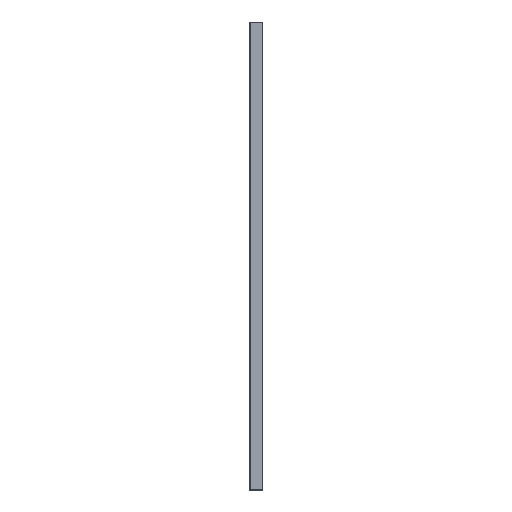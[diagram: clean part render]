
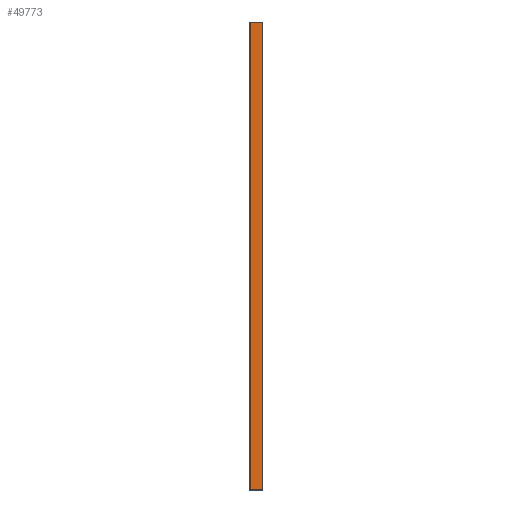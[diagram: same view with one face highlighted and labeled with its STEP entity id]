
A CAD part, front view. The second image highlights one B-rep face of the part: STEP entity #49773.
In plain terms, the highlighted planar face has unit normal (0, -1, 0).
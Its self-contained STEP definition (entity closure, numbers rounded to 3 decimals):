
#38318 = PLANE('',#38319);
#38319 = AXIS2_PLACEMENT_3D('',#38320,#38321,#38322);
#38320 = CARTESIAN_POINT('',(4.,-8.95,0.05));
#38321 = DIRECTION('',(0.,0.707,0.707));
#38322 = DIRECTION('',(1.,0.,0.));
#38626 = PLANE('',#38627);
#38627 = AXIS2_PLACEMENT_3D('',#38628,#38629,#38630);
#38628 = CARTESIAN_POINT('',(4.,-8.95,299.95));
#38629 = DIRECTION('',(0.,-0.707,
    0.707));
#38630 = DIRECTION('',(1.,0.,0.));
#38913 = PLANE('',#38914);
#38914 = AXIS2_PLACEMENT_3D('',#38915,#38916,#38917);
#38915 = CARTESIAN_POINT('',(-3.9,-8.9,0.));
#38916 = DIRECTION('',(-0.707,-0.707,
    0.));
#38917 = DIRECTION('',(0.,0.,1.));
#42815 = VERTEX_POINT('',#42816);
#42816 = CARTESIAN_POINT('',(3.9,-9.,0.1));
#42837 = EDGE_CURVE('',#42815,#42838,#42840,.T.);
#42838 = VERTEX_POINT('',#42839);
#42839 = CARTESIAN_POINT('',(-3.8,-9.,0.1));
#42840 = SURFACE_CURVE('',#42841,(#42845,#42852),.PCURVE_S1.);
#42841 = LINE('',#42842,#42843);
#42842 = CARTESIAN_POINT('',(4.,-9.,0.1));
#42843 = VECTOR('',#42844,1.);
#42844 = DIRECTION('',(-1.,0.,0.));
#42845 = PCURVE('',#38318,#42846);
#42846 = DEFINITIONAL_REPRESENTATION('',(#42847),#42851);
#42847 = LINE('',#42848,#42849);
#42848 = CARTESIAN_POINT('',(0.,-0.071));
#42849 = VECTOR('',#42850,1.);
#42850 = DIRECTION('',(-1.,0.));
#42851 = ( GEOMETRIC_REPRESENTATION_CONTEXT(2) 
PARAMETRIC_REPRESENTATION_CONTEXT() REPRESENTATION_CONTEXT('2D SPACE',''
  ) );
#42852 = PCURVE('',#42853,#42858);
#42853 = PLANE('',#42854);
#42854 = AXIS2_PLACEMENT_3D('',#42855,#42856,#42857);
#42855 = CARTESIAN_POINT('',(4.,-9.,0.));
#42856 = DIRECTION('',(0.,-1.,0.));
#42857 = DIRECTION('',(-1.,0.,0.));
#42858 = DEFINITIONAL_REPRESENTATION('',(#42859),#42863);
#42859 = LINE('',#42860,#42861);
#42860 = CARTESIAN_POINT('',(0.,-0.1));
#42861 = VECTOR('',#42862,1.);
#42862 = DIRECTION('',(1.,0.));
#42863 = ( GEOMETRIC_REPRESENTATION_CONTEXT(2) 
PARAMETRIC_REPRESENTATION_CONTEXT() REPRESENTATION_CONTEXT('2D SPACE',''
  ) );
#43130 = VERTEX_POINT('',#43131);
#43131 = CARTESIAN_POINT('',(3.9,-9.,299.9));
#43152 = EDGE_CURVE('',#43130,#43153,#43155,.T.);
#43153 = VERTEX_POINT('',#43154);
#43154 = CARTESIAN_POINT('',(-3.8,-9.,299.9));
#43155 = SURFACE_CURVE('',#43156,(#43160,#43167),.PCURVE_S1.);
#43156 = LINE('',#43157,#43158);
#43157 = CARTESIAN_POINT('',(4.,-9.,299.9));
#43158 = VECTOR('',#43159,1.);
#43159 = DIRECTION('',(-1.,0.,0.));
#43160 = PCURVE('',#38626,#43161);
#43161 = DEFINITIONAL_REPRESENTATION('',(#43162),#43166);
#43162 = LINE('',#43163,#43164);
#43163 = CARTESIAN_POINT('',(0.,-0.071));
#43164 = VECTOR('',#43165,1.);
#43165 = DIRECTION('',(-1.,0.));
#43166 = ( GEOMETRIC_REPRESENTATION_CONTEXT(2) 
PARAMETRIC_REPRESENTATION_CONTEXT() REPRESENTATION_CONTEXT('2D SPACE',''
  ) );
#43167 = PCURVE('',#42853,#43168);
#43168 = DEFINITIONAL_REPRESENTATION('',(#43169),#43173);
#43169 = LINE('',#43170,#43171);
#43170 = CARTESIAN_POINT('',(0.,-299.9));
#43171 = VECTOR('',#43172,1.);
#43172 = DIRECTION('',(1.,0.));
#43173 = ( GEOMETRIC_REPRESENTATION_CONTEXT(2) 
PARAMETRIC_REPRESENTATION_CONTEXT() REPRESENTATION_CONTEXT('2D SPACE',''
  ) );
#43309 = EDGE_CURVE('',#42838,#43153,#43310,.T.);
#43310 = SURFACE_CURVE('',#43311,(#43315,#43322),.PCURVE_S1.);
#43311 = LINE('',#43312,#43313);
#43312 = CARTESIAN_POINT('',(-3.8,-9.,0.));
#43313 = VECTOR('',#43314,1.);
#43314 = DIRECTION('',(0.,0.,1.));
#43315 = PCURVE('',#38913,#43316);
#43316 = DEFINITIONAL_REPRESENTATION('',(#43317),#43321);
#43317 = LINE('',#43318,#43319);
#43318 = CARTESIAN_POINT('',(0.,-0.141));
#43319 = VECTOR('',#43320,1.);
#43320 = DIRECTION('',(1.,0.));
#43321 = ( GEOMETRIC_REPRESENTATION_CONTEXT(2) 
PARAMETRIC_REPRESENTATION_CONTEXT() REPRESENTATION_CONTEXT('2D SPACE',''
  ) );
#43322 = PCURVE('',#42853,#43323);
#43323 = DEFINITIONAL_REPRESENTATION('',(#43324),#43328);
#43324 = LINE('',#43325,#43326);
#43325 = CARTESIAN_POINT('',(7.8,0.));
#43326 = VECTOR('',#43327,1.);
#43327 = DIRECTION('',(0.,-1.));
#43328 = ( GEOMETRIC_REPRESENTATION_CONTEXT(2) 
PARAMETRIC_REPRESENTATION_CONTEXT() REPRESENTATION_CONTEXT('2D SPACE',''
  ) );
#49363 = PLANE('',#49364);
#49364 = AXIS2_PLACEMENT_3D('',#49365,#49366,#49367);
#49365 = CARTESIAN_POINT('',(3.95,-8.95,0.));
#49366 = DIRECTION('',(0.707,-0.707,0.));
#49367 = DIRECTION('',(0.,0.,1.));
#49773 = ADVANCED_FACE('',(#49774),#42853,.T.);
#49774 = FACE_BOUND('',#49775,.T.);
#49775 = EDGE_LOOP('',(#49776,#49797,#49798,#49799));
#49776 = ORIENTED_EDGE('',*,*,#49777,.T.);
#49777 = EDGE_CURVE('',#42815,#43130,#49778,.T.);
#49778 = SURFACE_CURVE('',#49779,(#49783,#49790),.PCURVE_S1.);
#49779 = LINE('',#49780,#49781);
#49780 = CARTESIAN_POINT('',(3.9,-9.,0.));
#49781 = VECTOR('',#49782,1.);
#49782 = DIRECTION('',(0.,0.,1.));
#49783 = PCURVE('',#42853,#49784);
#49784 = DEFINITIONAL_REPRESENTATION('',(#49785),#49789);
#49785 = LINE('',#49786,#49787);
#49786 = CARTESIAN_POINT('',(0.1,0.));
#49787 = VECTOR('',#49788,1.);
#49788 = DIRECTION('',(0.,-1.));
#49789 = ( GEOMETRIC_REPRESENTATION_CONTEXT(2) 
PARAMETRIC_REPRESENTATION_CONTEXT() REPRESENTATION_CONTEXT('2D SPACE',''
  ) );
#49790 = PCURVE('',#49363,#49791);
#49791 = DEFINITIONAL_REPRESENTATION('',(#49792),#49796);
#49792 = LINE('',#49793,#49794);
#49793 = CARTESIAN_POINT('',(0.,0.071));
#49794 = VECTOR('',#49795,1.);
#49795 = DIRECTION('',(1.,0.));
#49796 = ( GEOMETRIC_REPRESENTATION_CONTEXT(2) 
PARAMETRIC_REPRESENTATION_CONTEXT() REPRESENTATION_CONTEXT('2D SPACE',''
  ) );
#49797 = ORIENTED_EDGE('',*,*,#43152,.T.);
#49798 = ORIENTED_EDGE('',*,*,#43309,.F.);
#49799 = ORIENTED_EDGE('',*,*,#42837,.F.);
